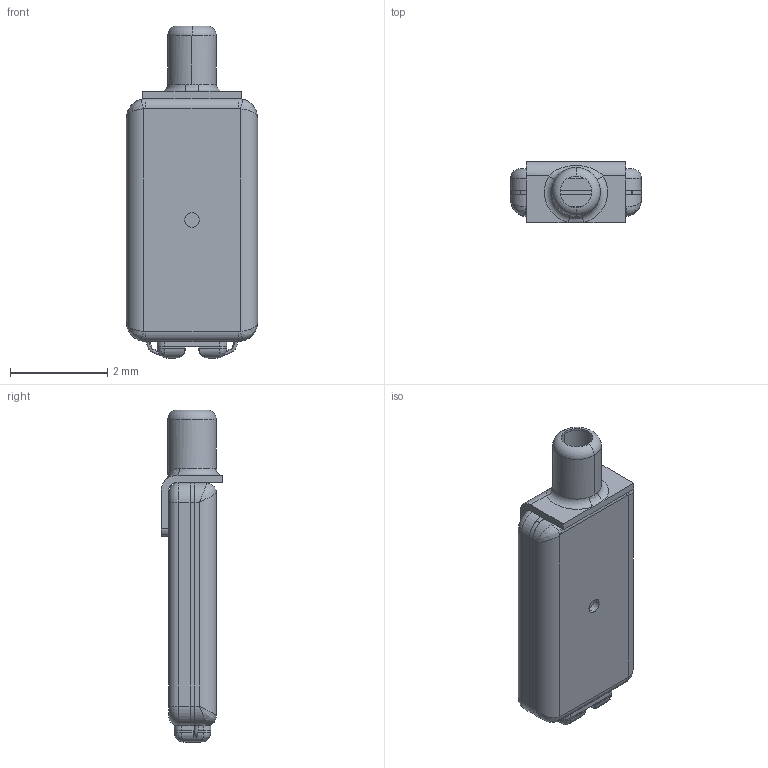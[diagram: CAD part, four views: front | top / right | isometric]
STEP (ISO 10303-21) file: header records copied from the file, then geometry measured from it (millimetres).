
FILE_DESCRIPTION (( 'STEP AP203' ), '1' );
FILE_NAME ('Receiver_4100_12B.STEP', '2011-02-02T15:17:33', ( 'Sonion' ), ( 'Sonion' ), 'SwSTEP 2.0', 'SolidWorks 2009', '' );
FILE_SCHEMA (( 'CONFIG_CONTROL_DESIGN' ));
Length unit declared in the file: millimetre
Products named in the file (1): Receiver_4100_12B
Bounding box: 2.7 x 1.26 x 6.84 mm (x, y, z)
Volume: 10.1 mm3; surface area: 174 mm2
Topology: 29 solids, 29 shells, 512 faces, 1273 edges, 805 vertices
Faces by surface type: plane 257, cylinder 198, torus 30, bspline 23, cone 4
Entity records: 17630 total; most frequent: CARTESIAN_POINT 5297, DIRECTION 2610, ORIENTED_EDGE 2514, EDGE_CURVE 1257, AXIS2_PLACEMENT_3D 917, VERTEX_POINT 805, VECTOR 776, LINE 776
